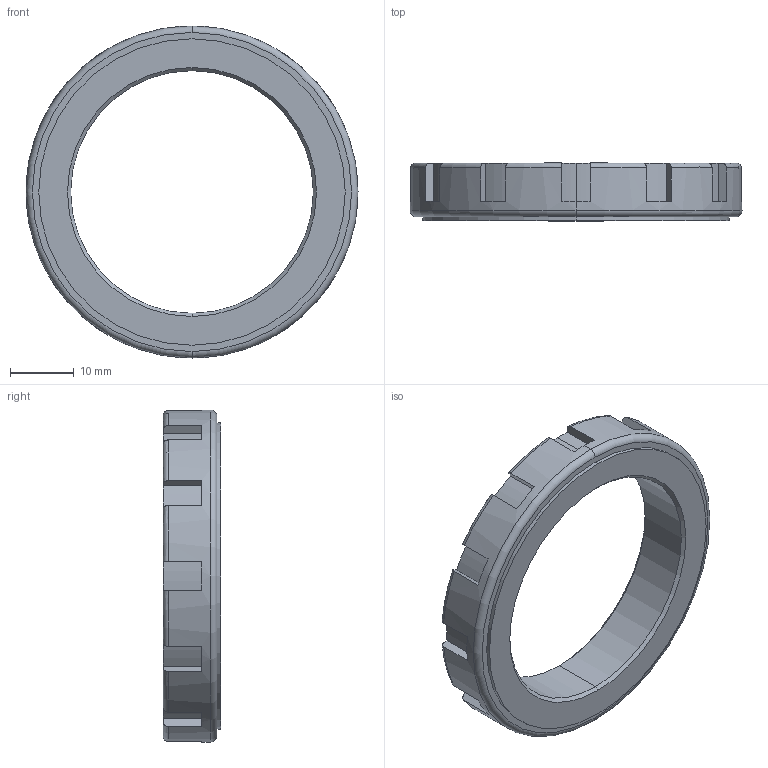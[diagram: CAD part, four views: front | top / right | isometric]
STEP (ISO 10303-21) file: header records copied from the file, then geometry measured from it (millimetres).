
FILE_DESCRIPTION (( 'STEP AP214' ), '1' );
FILE_NAME ('AR33P-260S.STEP', '2018-05-24T08:03:14', ( 'SONIC' ), ( 'UNITCOM PC' ), 'SwSTEP 2.0', 'SolidWorks 2015', '' );
FILE_SCHEMA (( 'AUTOMOTIVE_DESIGN' ));
Length unit declared in the file: millimetre
Products named in the file (1): AR33P-260S
Bounding box: 52 x 9 x 52 mm (x, y, z)
Volume: 8153.3 mm3; surface area: 4555.1 mm2
Topology: 1 solids, 1 shells, 76 faces, 213 edges, 140 vertices
Faces by surface type: plane 39, cylinder 19, torus 14, cone 4
Entity records: 2633 total; most frequent: CARTESIAN_POINT 602, ORIENTED_EDGE 426, DIRECTION 425, EDGE_CURVE 213, AXIS2_PLACEMENT_3D 159, VERTEX_POINT 140, VECTOR 107, LINE 107
